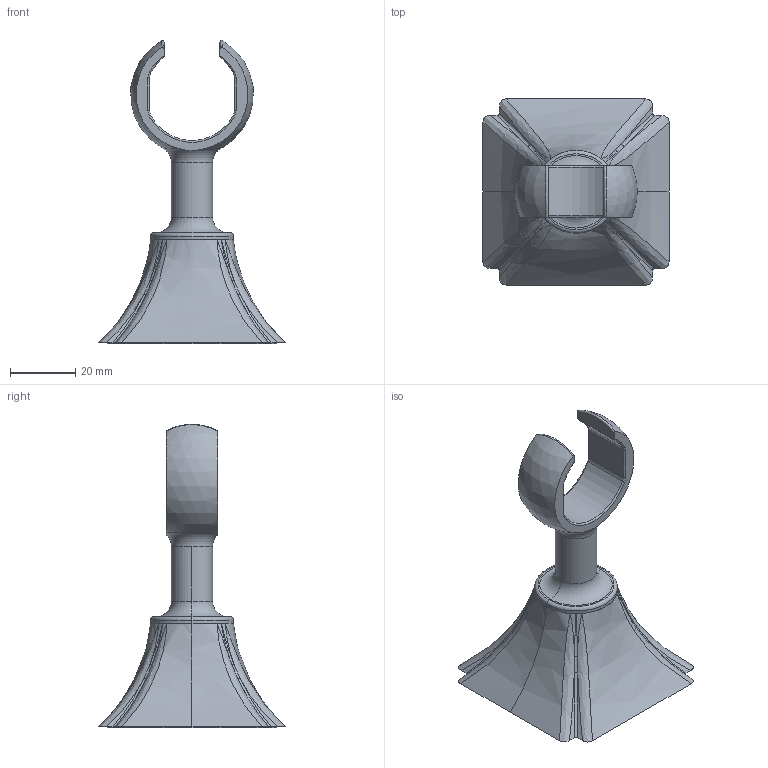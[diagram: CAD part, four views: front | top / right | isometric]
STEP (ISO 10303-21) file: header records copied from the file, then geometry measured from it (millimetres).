
FILE_DESCRIPTION((''),'2;1');
FILE_NAME('297-1_WEB','2011-07-13T',('pnmurthy'),(''),'PRO/ENGINEER BY PARAMETRIC TECHNOLOGY CORPORATION, 2009300','PRO/ENGINEER BY PARAMETRIC TECHNOLOGY CORPORATION, 2009300','');
FILE_SCHEMA(('CONFIG_CONTROL_DESIGN'));
Length unit declared in the file: inch
Products named in the file (1): 297-1_WEB
Bounding box: 57.15 x 57.15 x 93.1 mm (x, y, z)
Surface area: 15334.9 mm2 (no closed solid volume)
Topology: 0 solids, 4 shells, 94 faces, 220 edges, 130 vertices
Faces by surface type: bspline 44, torus 20, cylinder 19, plane 9, sphere 2
Entity records: 4647 total; most frequent: CARTESIAN_POINT 2794, ORIENTED_EDGE 420, DIRECTION 292, EDGE_CURVE 220, VERTEX_POINT 130, AXIS2_PLACEMENT_3D 124, B_SPLINE_CURVE_WITH_KNOTS 102, EDGE_LOOP 94
